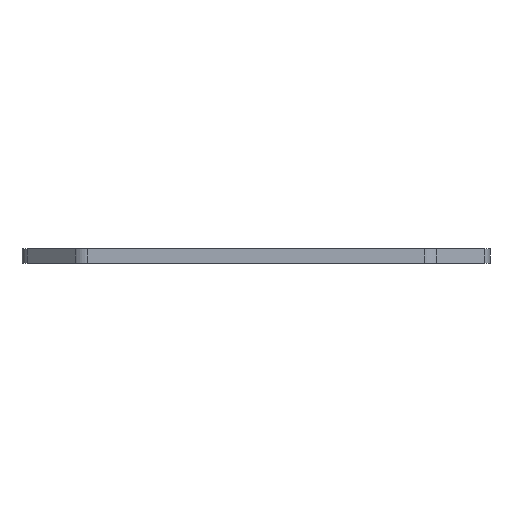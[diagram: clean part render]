
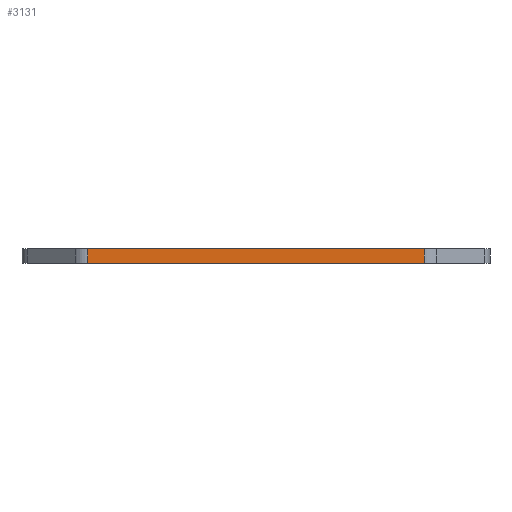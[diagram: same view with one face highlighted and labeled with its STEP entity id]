
A CAD part, front view. The second image highlights one B-rep face of the part: STEP entity #3131.
In plain terms, the highlighted planar face has unit normal (0, -1, 0).
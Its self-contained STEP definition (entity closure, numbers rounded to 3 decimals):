
#985=ORIENTED_EDGE('',*,*,#1521,.T.);
#986=ORIENTED_EDGE('',*,*,#1588,.T.);
#987=ORIENTED_EDGE('',*,*,#1466,.F.);
#988=ORIENTED_EDGE('',*,*,#1589,.T.);
#1466=EDGE_CURVE('',#1822,#1823,#2085,.T.);
#1521=EDGE_CURVE('',#1878,#1877,#2095,.T.);
#1588=EDGE_CURVE('',#1877,#1823,#2110,.T.);
#1589=EDGE_CURVE('',#1822,#1878,#2111,.F.);
#1822=VERTEX_POINT('',#5090);
#1823=VERTEX_POINT('',#5092);
#1877=VERTEX_POINT('',#5201);
#1878=VERTEX_POINT('',#5203);
#2085=LINE('',#5091,#2293);
#2095=LINE('',#5202,#2303);
#2110=LINE('',#5348,#2318);
#2111=LINE('',#5350,#2319);
#2293=VECTOR('',#4122,1000.);
#2303=VECTOR('',#4224,1000.);
#2318=VECTOR('',#4379,1000.);
#2319=VECTOR('',#4382,1000.);
#2573=EDGE_LOOP('',(#985,#986,#987,#988));
#2891=FACE_BOUND('',#2573,.T.);
#3029=PLANE('',#3521);
#3131=ADVANCED_FACE('',(#2891),#3029,.T.);
#3521=AXIS2_PLACEMENT_3D('',#5349,#4380,#4381);
#4122=DIRECTION('',(-1.,0.,0.));
#4224=DIRECTION('',(-1.,0.,0.));
#4379=DIRECTION('',(0.,0.,-1.));
#4380=DIRECTION('',(0.,-1.,0.));
#4381=DIRECTION('',(0.,0.,-1.));
#4382=DIRECTION('',(0.,0.,-1.));
#5090=CARTESIAN_POINT('',(57.515,-80.,0.));
#5091=CARTESIAN_POINT('',(60.,-80.,0.));
#5092=CARTESIAN_POINT('',(-57.515,-80.,0.));
#5201=CARTESIAN_POINT('',(-57.515,-80.,5.));
#5202=CARTESIAN_POINT('',(60.,-80.,5.));
#5203=CARTESIAN_POINT('',(57.515,-80.,5.));
#5348=CARTESIAN_POINT('',(-57.515,-80.,5.));
#5349=CARTESIAN_POINT('',(60.,-80.,5.));
#5350=CARTESIAN_POINT('',(57.515,-80.,5.));
